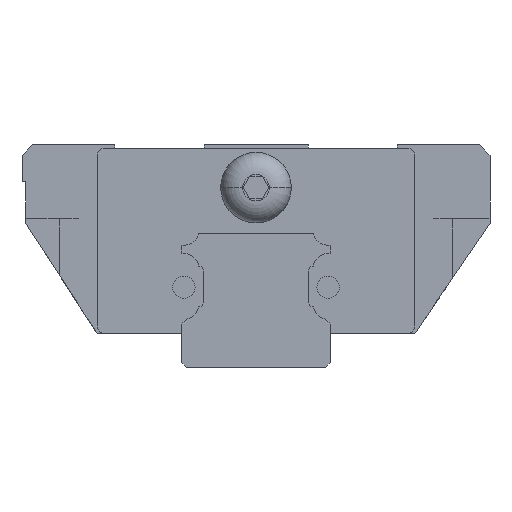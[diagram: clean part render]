
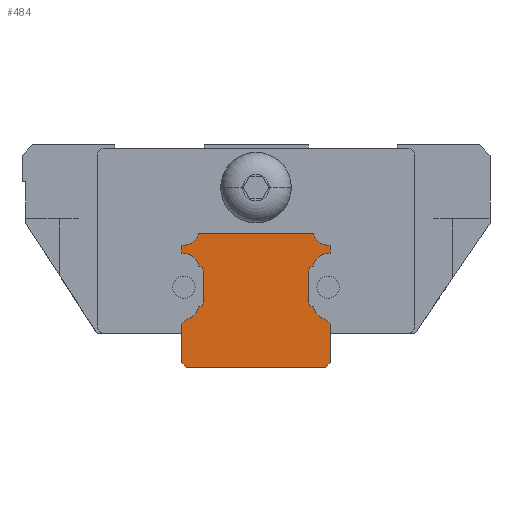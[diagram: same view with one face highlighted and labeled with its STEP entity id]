
A CAD part, front view. The second image highlights one B-rep face of the part: STEP entity #484.
In plain terms, the highlighted planar face has unit normal (0, -1, 0).
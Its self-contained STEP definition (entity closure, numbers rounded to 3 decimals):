
#484=ADVANCED_FACE('',(#1236),#1237,.T.);
#1236=FACE_OUTER_BOUND('',#2265,.T.);
#1237=PLANE('',#2266);
#2265=EDGE_LOOP('',(#3631,#3632,#3633,#3634,#3635,#3636,#3637,#3638,#3639,#3640,#3641,#3642,#3643,#3644,#3645,#3646,#3647,#3648,#3649,#3650,#3651,#3652,#3653,#3654,#3655,#3656));
#2266=AXIS2_PLACEMENT_3D('',#3657,#3658,#3659);
#3631=ORIENTED_EDGE('',*,*,#6171,.T.);
#3632=ORIENTED_EDGE('',*,*,#6071,.T.);
#3633=ORIENTED_EDGE('',*,*,#6076,.T.);
#3634=ORIENTED_EDGE('',*,*,#6080,.T.);
#3635=ORIENTED_EDGE('',*,*,#6084,.T.);
#3636=ORIENTED_EDGE('',*,*,#6088,.F.);
#3637=ORIENTED_EDGE('',*,*,#6092,.F.);
#3638=ORIENTED_EDGE('',*,*,#6096,.T.);
#3639=ORIENTED_EDGE('',*,*,#6100,.F.);
#3640=ORIENTED_EDGE('',*,*,#6104,.F.);
#3641=ORIENTED_EDGE('',*,*,#6108,.T.);
#3642=ORIENTED_EDGE('',*,*,#6112,.T.);
#3643=ORIENTED_EDGE('',*,*,#6116,.T.);
#3644=ORIENTED_EDGE('',*,*,#6120,.F.);
#3645=ORIENTED_EDGE('',*,*,#6124,.T.);
#3646=ORIENTED_EDGE('',*,*,#6128,.F.);
#3647=ORIENTED_EDGE('',*,*,#6132,.T.);
#3648=ORIENTED_EDGE('',*,*,#6136,.T.);
#3649=ORIENTED_EDGE('',*,*,#6140,.T.);
#3650=ORIENTED_EDGE('',*,*,#6144,.F.);
#3651=ORIENTED_EDGE('',*,*,#6148,.F.);
#3652=ORIENTED_EDGE('',*,*,#6152,.T.);
#3653=ORIENTED_EDGE('',*,*,#6156,.F.);
#3654=ORIENTED_EDGE('',*,*,#6160,.F.);
#3655=ORIENTED_EDGE('',*,*,#6164,.T.);
#3656=ORIENTED_EDGE('',*,*,#6168,.T.);
#3657=CARTESIAN_POINT('',(0.,0.,9.031));
#3658=DIRECTION('',(0.0,-1.0,0.));
#3659=DIRECTION('',(1.0,0.0,0.0));
#6071=EDGE_CURVE('',#7268,#7266,#7269,.T.);
#6076=EDGE_CURVE('',#7266,#7274,#7276,.T.);
#6080=EDGE_CURVE('',#7274,#7280,#7282,.T.);
#6084=EDGE_CURVE('',#7280,#7286,#7288,.T.);
#6088=EDGE_CURVE('',#7292,#7286,#7294,.T.);
#6092=EDGE_CURVE('',#7298,#7292,#7300,.T.);
#6096=EDGE_CURVE('',#7298,#7304,#7306,.T.);
#6100=EDGE_CURVE('',#7310,#7304,#7312,.T.);
#6104=EDGE_CURVE('',#7316,#7310,#7318,.T.);
#6108=EDGE_CURVE('',#7316,#7322,#7324,.T.);
#6112=EDGE_CURVE('',#7322,#7328,#7330,.T.);
#6116=EDGE_CURVE('',#7328,#7334,#7336,.T.);
#6120=EDGE_CURVE('',#7340,#7334,#7342,.T.);
#6124=EDGE_CURVE('',#7340,#7346,#7348,.T.);
#6128=EDGE_CURVE('',#7352,#7346,#7354,.T.);
#6132=EDGE_CURVE('',#7352,#7358,#7360,.T.);
#6136=EDGE_CURVE('',#7358,#7364,#7366,.T.);
#6140=EDGE_CURVE('',#7364,#7370,#7372,.T.);
#6144=EDGE_CURVE('',#7376,#7370,#7378,.T.);
#6148=EDGE_CURVE('',#7382,#7376,#7384,.T.);
#6152=EDGE_CURVE('',#7382,#7388,#7390,.T.);
#6156=EDGE_CURVE('',#7394,#7388,#7396,.T.);
#6160=EDGE_CURVE('',#7400,#7394,#7402,.T.);
#6164=EDGE_CURVE('',#7400,#7406,#7408,.T.);
#6168=EDGE_CURVE('',#7406,#7412,#7414,.T.);
#6171=EDGE_CURVE('',#7412,#7268,#7417,.T.);
#7266=VERTEX_POINT('',#8961);
#7268=VERTEX_POINT('',#8964);
#7269=LINE('',#8965,#8966);
#7274=VERTEX_POINT('',#8973);
#7276=LINE('',#8976,#8977);
#7280=VERTEX_POINT('',#8982);
#7282=LINE('',#8985,#8986);
#7286=VERTEX_POINT('',#8991);
#7288=LINE('',#8994,#8995);
#7292=VERTEX_POINT('',#8999);
#7294=CIRCLE('',#9002,2.05);
#7298=VERTEX_POINT('',#9006);
#7300=CIRCLE('',#9009,0.7);
#7304=VERTEX_POINT('',#9014);
#7306=LINE('',#9017,#9018);
#7310=VERTEX_POINT('',#9022);
#7312=CIRCLE('',#9025,0.7);
#7316=VERTEX_POINT('',#9029);
#7318=CIRCLE('',#9032,2.05);
#7322=VERTEX_POINT('',#9037);
#7324=LINE('',#9040,#9041);
#7328=VERTEX_POINT('',#9046);
#7330=LINE('',#9049,#9050);
#7334=VERTEX_POINT('',#9055);
#7336=LINE('',#9058,#9059);
#7340=VERTEX_POINT('',#9063);
#7342=CIRCLE('',#9066,2.05);
#7346=VERTEX_POINT('',#9071);
#7348=LINE('',#9074,#9075);
#7352=VERTEX_POINT('',#9079);
#7354=CIRCLE('',#9082,2.05);
#7358=VERTEX_POINT('',#9087);
#7360=LINE('',#9090,#9091);
#7364=VERTEX_POINT('',#9096);
#7366=LINE('',#9099,#9100);
#7370=VERTEX_POINT('',#9105);
#7372=LINE('',#9108,#9109);
#7376=VERTEX_POINT('',#9113);
#7378=CIRCLE('',#9116,2.05);
#7382=VERTEX_POINT('',#9120);
#7384=CIRCLE('',#9123,0.7);
#7388=VERTEX_POINT('',#9128);
#7390=LINE('',#9131,#9132);
#7394=VERTEX_POINT('',#9136);
#7396=CIRCLE('',#9139,0.7);
#7400=VERTEX_POINT('',#9143);
#7402=CIRCLE('',#9146,2.05);
#7406=VERTEX_POINT('',#9151);
#7408=LINE('',#9154,#9155);
#7412=VERTEX_POINT('',#9160);
#7414=LINE('',#9163,#9164);
#7417=LINE('',#9168,#9169);
#8961=CARTESIAN_POINT('',(9.35,0.0,0.0));
#8964=CARTESIAN_POINT('',(-9.35,0.0,0.0));
#8965=CARTESIAN_POINT('',(-9.35,0.0,0.0));
#8966=VECTOR('',#11094,1.0);
#8973=CARTESIAN_POINT('',(10.0,0.,0.65));
#8976=CARTESIAN_POINT('',(9.35,0.0,0.0));
#8977=VECTOR('',#11098,1.0);
#8982=CARTESIAN_POINT('',(10.0,0.,5.841));
#8985=CARTESIAN_POINT('',(10.0,0.,0.65));
#8986=VECTOR('',#11101,1.0);
#8991=CARTESIAN_POINT('',(9.355,0.,6.487));
#8994=CARTESIAN_POINT('',(10.0,0.,5.841));
#8995=VECTOR('',#11104,1.0);
#8999=CARTESIAN_POINT('',(7.723,0.,8.152));
#9002=AXIS2_PLACEMENT_3D('',#11109,#11110,#11111);
#9006=CARTESIAN_POINT('',(7.075,0.,8.85));
#9009=AXIS2_PLACEMENT_3D('',#11116,#11117,#11118);
#9014=CARTESIAN_POINT('',(7.075,0.,12.95));
#9017=CARTESIAN_POINT('',(7.075,0.,8.85));
#9018=VECTOR('',#11121,1.0);
#9022=CARTESIAN_POINT('',(7.71,0.,13.647));
#9025=AXIS2_PLACEMENT_3D('',#11126,#11127,#11128);
#9029=CARTESIAN_POINT('',(9.622,0.,15.34));
#9032=AXIS2_PLACEMENT_3D('',#11133,#11134,#11135);
#9037=CARTESIAN_POINT('',(9.975,0.,15.358));
#9040=CARTESIAN_POINT('',(9.622,0.,15.34));
#9041=VECTOR('',#11138,1.0);
#9046=CARTESIAN_POINT('',(9.975,0.,16.435));
#9049=CARTESIAN_POINT('',(9.975,0.,15.358));
#9050=VECTOR('',#11141,1.0);
#9055=CARTESIAN_POINT('',(9.636,0.,16.452));
#9058=CARTESIAN_POINT('',(9.975,0.,16.435));
#9059=VECTOR('',#11144,1.0);
#9063=CARTESIAN_POINT('',(7.755,0.,18.));
#9066=AXIS2_PLACEMENT_3D('',#11149,#11150,#11151);
#9071=CARTESIAN_POINT('',(-7.755,0.,18.));
#9074=CARTESIAN_POINT('',(7.755,0.,18.));
#9075=VECTOR('',#11154,1.0);
#9079=CARTESIAN_POINT('',(-9.636,0.,16.452));
#9082=AXIS2_PLACEMENT_3D('',#11159,#11160,#11161);
#9087=CARTESIAN_POINT('',(-9.975,0.,16.435));
#9090=CARTESIAN_POINT('',(-9.636,0.,16.452));
#9091=VECTOR('',#11164,1.0);
#9096=CARTESIAN_POINT('',(-9.975,0.,15.358));
#9099=CARTESIAN_POINT('',(-9.975,0.,16.435));
#9100=VECTOR('',#11167,1.0);
#9105=CARTESIAN_POINT('',(-9.622,0.,15.34));
#9108=CARTESIAN_POINT('',(-9.975,0.,15.358));
#9109=VECTOR('',#11170,1.0);
#9113=CARTESIAN_POINT('',(-7.71,0.,13.647));
#9116=AXIS2_PLACEMENT_3D('',#11175,#11176,#11177);
#9120=CARTESIAN_POINT('',(-7.075,0.,12.95));
#9123=AXIS2_PLACEMENT_3D('',#11182,#11183,#11184);
#9128=CARTESIAN_POINT('',(-7.075,0.,8.85));
#9131=CARTESIAN_POINT('',(-7.075,0.,12.95));
#9132=VECTOR('',#11187,1.0);
#9136=CARTESIAN_POINT('',(-7.723,0.,8.152));
#9139=AXIS2_PLACEMENT_3D('',#11192,#11193,#11194);
#9143=CARTESIAN_POINT('',(-9.355,0.,6.487));
#9146=AXIS2_PLACEMENT_3D('',#11199,#11200,#11201);
#9151=CARTESIAN_POINT('',(-10.,0.,5.841));
#9154=CARTESIAN_POINT('',(-9.355,0.,6.487));
#9155=VECTOR('',#11204,1.0);
#9160=CARTESIAN_POINT('',(-10.,0.,0.65));
#9163=CARTESIAN_POINT('',(-10.,0.,5.841));
#9164=VECTOR('',#11207,1.0);
#9168=CARTESIAN_POINT('',(-10.,0.,0.65));
#9169=VECTOR('',#11209,1.0);
#11094=DIRECTION('',(1.0,0.0,0.0));
#11098=DIRECTION('',(0.707,0.,0.707));
#11101=DIRECTION('',(0.0,0.,1.0));
#11104=DIRECTION('',(-0.707,0.,0.707));
#11109=CARTESIAN_POINT('',(9.743,0.,8.5));
#11110=DIRECTION('',(0.0,-1.0,0.));
#11111=DIRECTION('',(1.0,0.0,0.0));
#11116=CARTESIAN_POINT('',(7.775,0.,8.85));
#11117=DIRECTION('',(0.0,-1.0,0.));
#11118=DIRECTION('',(1.0,0.0,0.0));
#11121=DIRECTION('',(0.,0.,1.0));
#11126=CARTESIAN_POINT('',(7.775,0.,12.95));
#11127=DIRECTION('',(0.0,-1.0,0.));
#11128=DIRECTION('',(1.0,0.0,0.0));
#11133=CARTESIAN_POINT('',(9.729,0.,13.293));
#11134=DIRECTION('',(0.0,-1.0,0.));
#11135=DIRECTION('',(1.0,0.0,0.0));
#11138=DIRECTION('',(0.999,0.,0.052));
#11141=DIRECTION('',(0.0,0.,1.0));
#11144=DIRECTION('',(-0.999,0.,0.052));
#11149=CARTESIAN_POINT('',(9.743,0.,18.5));
#11150=DIRECTION('',(0.0,-1.0,0.));
#11151=DIRECTION('',(1.0,0.0,0.0));
#11154=DIRECTION('',(-1.0,0.,0.));
#11159=CARTESIAN_POINT('',(-9.743,0.,18.5));
#11160=DIRECTION('',(0.0,-1.0,0.));
#11161=DIRECTION('',(1.0,0.0,0.0));
#11164=DIRECTION('',(-0.999,0.,-0.052));
#11167=DIRECTION('',(0.0,0.,-1.0));
#11170=DIRECTION('',(0.999,0.,-0.052));
#11175=CARTESIAN_POINT('',(-9.729,0.,13.293));
#11176=DIRECTION('',(0.0,-1.0,0.));
#11177=DIRECTION('',(1.0,0.0,0.0));
#11182=CARTESIAN_POINT('',(-7.775,0.,12.95));
#11183=DIRECTION('',(0.0,-1.0,0.));
#11184=DIRECTION('',(1.0,0.0,0.0));
#11187=DIRECTION('',(0.0,0.,-1.0));
#11192=CARTESIAN_POINT('',(-7.775,0.,8.85));
#11193=DIRECTION('',(0.0,-1.0,0.));
#11194=DIRECTION('',(1.0,0.0,0.0));
#11199=CARTESIAN_POINT('',(-9.743,0.,8.5));
#11200=DIRECTION('',(0.0,-1.0,0.));
#11201=DIRECTION('',(1.0,0.0,0.0));
#11204=DIRECTION('',(-0.707,0.,-0.707));
#11207=DIRECTION('',(0.0,0.,-1.0));
#11209=DIRECTION('',(0.707,0.,-0.707));
